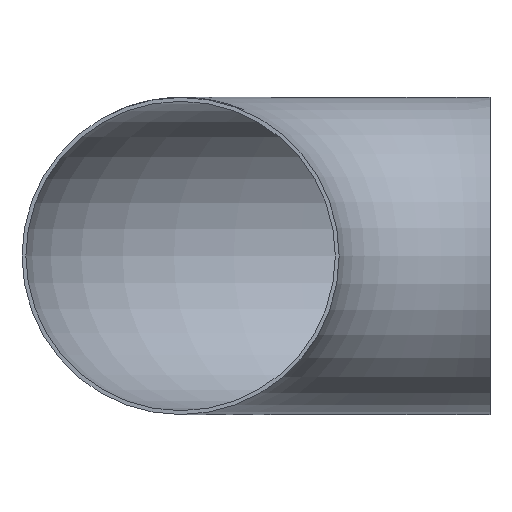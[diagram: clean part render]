
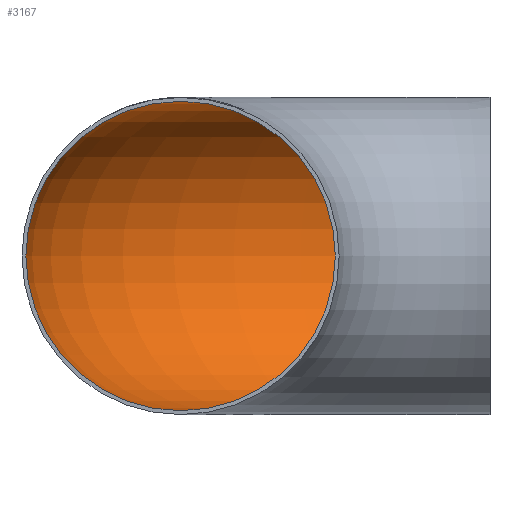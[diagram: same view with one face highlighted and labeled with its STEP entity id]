
A CAD part, front view. The second image highlights one B-rep face of the part: STEP entity #3167.
In plain terms, the highlighted toroidal (fillet/blend) face has major radius 200 mm and minor radius 100 mm.
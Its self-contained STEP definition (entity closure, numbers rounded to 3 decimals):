
#1567 = DIRECTION ( 'NONE',  ( 1., 0., 0. ) ) ;
#1695 = CIRCLE ( 'NONE', #18014, 100. ) ;
#2410 = VERTEX_POINT ( 'NONE', #17725 ) ;
#2927 = TOROIDAL_SURFACE ( 'NONE', #19211, 200., 100. ) ;
#3167 = ADVANCED_FACE ( 'NONE', ( #16933, #8606 ), #2927, .F. ) ;
#3521 = ORIENTED_EDGE ( 'NONE', *, *, #23435, .T. ) ;
#6433 = CARTESIAN_POINT ( 'NONE',  ( 0., 0., 0. ) ) ;
#7809 = ORIENTED_EDGE ( 'NONE', *, *, #23283, .F. ) ;
#8545 = DIRECTION ( 'NONE',  ( 0., 1., 0. ) ) ;
#8606 = FACE_OUTER_BOUND ( 'NONE', #15344, .T. ) ;
#10736 = CARTESIAN_POINT ( 'NONE',  ( -200., 0., 0. ) ) ;
#11470 = CIRCLE ( 'NONE', #14282, 100. ) ;
#14282 = AXIS2_PLACEMENT_3D ( 'NONE', #10736, #28518, #14833 ) ;
#14833 = DIRECTION ( 'NONE',  ( 0., 0., 1. ) ) ;
#15344 = EDGE_LOOP ( 'NONE', ( #7809 ) ) ;
#16933 = FACE_OUTER_BOUND ( 'NONE', #21304, .T. ) ;
#17725 = CARTESIAN_POINT ( 'NONE',  ( 0., 300., 0. ) ) ;
#18014 = AXIS2_PLACEMENT_3D ( 'NONE', #19501, #1567, #8545 ) ;
#19211 = AXIS2_PLACEMENT_3D ( 'NONE', #6433, #19702, #19414 ) ;
#19414 = DIRECTION ( 'NONE',  ( -1., 0., 0. ) ) ;
#19501 = CARTESIAN_POINT ( 'NONE',  ( 0., 200., 0. ) ) ;
#19702 = DIRECTION ( 'NONE',  ( 0., 0., -1. ) ) ;
#19752 = CARTESIAN_POINT ( 'NONE',  ( -200., 0., 100. ) ) ;
#21304 = EDGE_LOOP ( 'NONE', ( #3521 ) ) ;
#22369 = VERTEX_POINT ( 'NONE', #19752 ) ;
#23283 = EDGE_CURVE ( 'NONE', #22369, #22369, #11470, .T. ) ;
#23435 = EDGE_CURVE ( 'NONE', #2410, #2410, #1695, .T. ) ;
#28518 = DIRECTION ( 'NONE',  ( 0., 1., 0. ) ) ;
